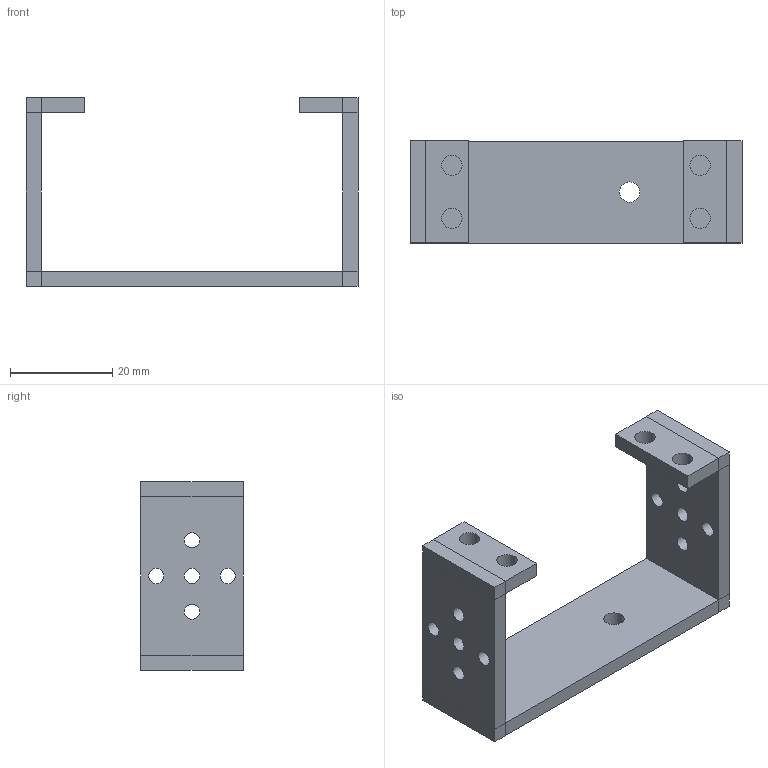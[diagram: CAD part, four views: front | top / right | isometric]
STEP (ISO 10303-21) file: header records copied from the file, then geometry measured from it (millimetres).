
FILE_DESCRIPTION(/* description */ ('FreeCAD Model'),/* implementation_level */ '2;1');
FILE_NAME(/* name */ 'servo frame_ipt_3865269c.STEP',/* time_stamp */ '2022-08-04T14:45:00-04:00',/* author */ ('Author'),/* organization */ (''),/* preprocessor_version */ 'ST-DEVELOPER v18.1',/* originating_system */ 'Autodesk Inventor 2021',/* authorisation */ 'Unknown');
FILE_SCHEMA (('AUTOMOTIVE_DESIGN { 1 0 10303 214 3 1 1 }'));
Length unit declared in the file: millimetre
Products named in the file (1): servo frame
Bounding box: 65 x 20 x 37 mm (x, y, z)
Volume: 8599.4 mm3; surface area: 7224.2 mm2
Topology: 1 solids, 1 shells, 53 faces, 121 edges, 70 vertices
Faces by surface type: plane 38, cylinder 15
Full cylindrical faces by diameter (mm): 3 x10, 4 x5
Entity records: 1559 total; most frequent: DIRECTION 259, CARTESIAN_POINT 245, ORIENTED_EDGE 242, EDGE_CURVE 121, LINE 91, VECTOR 91, AXIS2_PLACEMENT_3D 84, EDGE_LOOP 83
